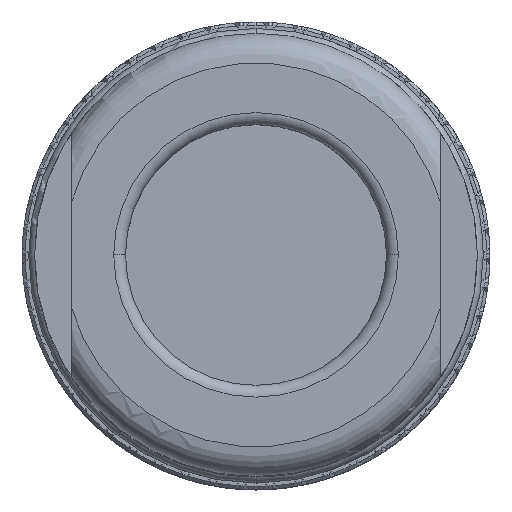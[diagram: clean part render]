
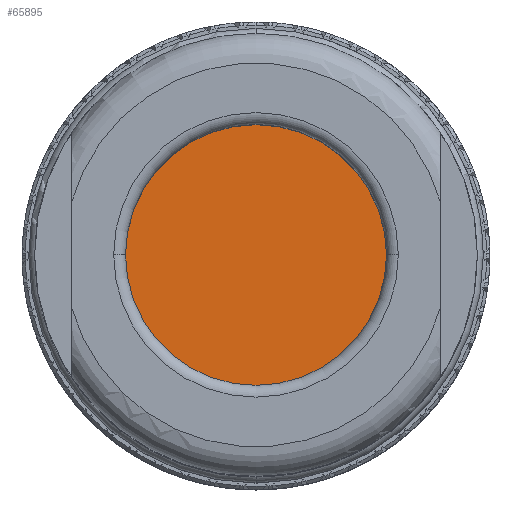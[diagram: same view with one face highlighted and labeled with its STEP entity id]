
A CAD part, top view. The second image highlights one B-rep face of the part: STEP entity #65895.
In plain terms, the highlighted planar face has unit normal (0, 0, 1).
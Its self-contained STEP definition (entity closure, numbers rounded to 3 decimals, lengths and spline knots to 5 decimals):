
#7049 = AXIS2_PLACEMENT_3D ( 'NONE', #34220, #42622, #60185 ) ;
#9149 = ORIENTED_EDGE ( 'NONE', *, *, #21632, .T. ) ;
#9588 = AXIS2_PLACEMENT_3D ( 'NONE', #61883, #96031, #17490 ) ;
#17490 = DIRECTION ( 'NONE',  ( 1., 0., 0. ) ) ;
#21445 = EDGE_LOOP ( 'NONE', ( #9149, #50343 ) ) ;
#21632 = EDGE_CURVE ( 'NONE', #94132, #22413, #99308, .T. ) ;
#22413 = VERTEX_POINT ( 'NONE', #92349 ) ;
#34220 = CARTESIAN_POINT ( 'NONE',  ( 0., 0., -0.087 ) ) ;
#35127 = AXIS2_PLACEMENT_3D ( 'NONE', #95741, #51596, #86205 ) ;
#42622 = DIRECTION ( 'NONE',  ( 0., 0., 1. ) ) ;
#44879 = CARTESIAN_POINT ( 'NONE',  ( 0.221, 0., -0.087 ) ) ;
#50343 = ORIENTED_EDGE ( 'NONE', *, *, #97849, .T. ) ;
#51596 = DIRECTION ( 'NONE',  ( 0., 0., 1. ) ) ;
#60185 = DIRECTION ( 'NONE',  ( 1., 0., 0. ) ) ;
#61883 = CARTESIAN_POINT ( 'NONE',  ( 0., 0., -0.087 ) ) ;
#65895 = ADVANCED_FACE ( 'NONE', ( #94736 ), #79874, .T. ) ;
#73635 = CIRCLE ( 'NONE', #35127, 0.221 ) ;
#79874 = PLANE ( 'NONE',  #9588 ) ;
#86205 = DIRECTION ( 'NONE',  ( 1., 0., 0. ) ) ;
#92349 = CARTESIAN_POINT ( 'NONE',  ( -0.221, 0., -0.087 ) ) ;
#94132 = VERTEX_POINT ( 'NONE', #44879 ) ;
#94736 = FACE_OUTER_BOUND ( 'NONE', #21445, .T. ) ;
#95741 = CARTESIAN_POINT ( 'NONE',  ( 0., 0., -0.087 ) ) ;
#96031 = DIRECTION ( 'NONE',  ( 0., 0., 1. ) ) ;
#97849 = EDGE_CURVE ( 'NONE', #22413, #94132, #73635, .T. ) ;
#99308 = CIRCLE ( 'NONE', #7049, 0.221 ) ;
